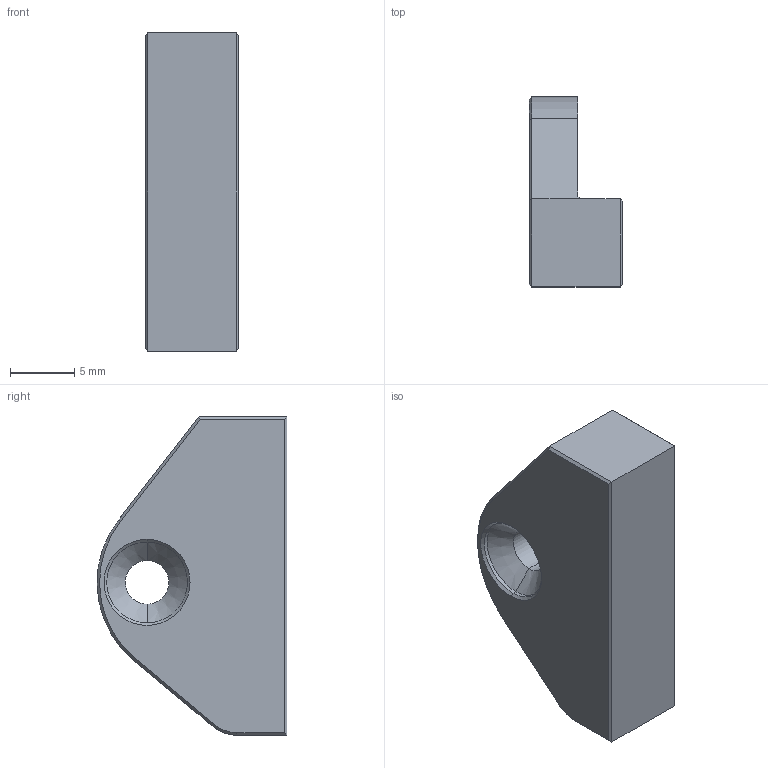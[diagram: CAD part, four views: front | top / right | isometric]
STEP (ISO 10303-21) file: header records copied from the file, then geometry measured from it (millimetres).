
FILE_DESCRIPTION (( 'STEP AP214' ), '1' );
FILE_NAME ('wire_cover_mainlink.STEP', '2025-03-31T14:03:34', ( '' ), ( '' ), 'SwSTEP 2.0', 'SolidWorks 2025', '' );
FILE_SCHEMA (( 'AUTOMOTIVE_DESIGN' ));
Length unit declared in the file: millimetre
Products named in the file (1): wire_cover_mainlink_default
Bounding box: 7.3 x 14.8 x 24.8 mm (x, y, z)
Volume: 1602.3 mm3; surface area: 1042.5 mm2
Topology: 1 solids, 1 shells, 34 faces, 75 edges, 43 vertices
Faces by surface type: plane 19, cone 8, cylinder 7
Entity records: 944 total; most frequent: CARTESIAN_POINT 166, DIRECTION 161, ORIENTED_EDGE 150, EDGE_CURVE 75, AXIS2_PLACEMENT_3D 54, VECTOR 53, LINE 53, VERTEX_POINT 43
